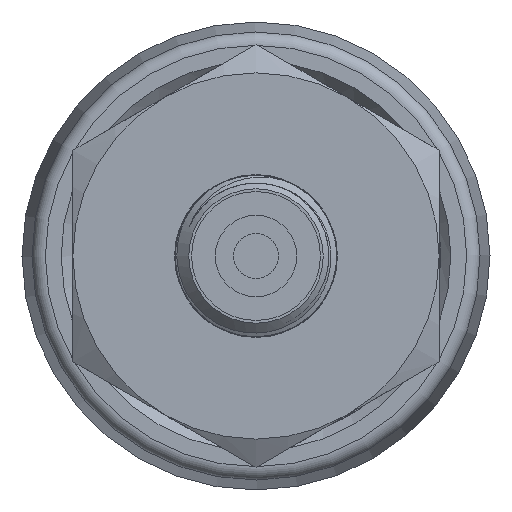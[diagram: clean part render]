
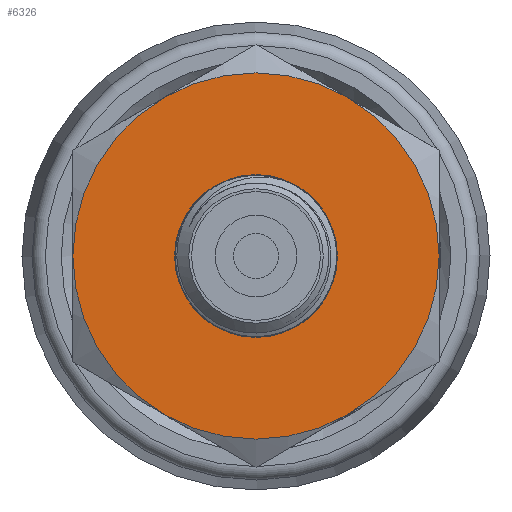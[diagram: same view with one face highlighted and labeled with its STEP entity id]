
A CAD part, left-side view. The second image highlights one B-rep face of the part: STEP entity #6326.
In plain terms, the highlighted face is planar.
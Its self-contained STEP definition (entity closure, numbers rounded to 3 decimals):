
#822=FACE_BOUND('',#2333,.T.);
#1584=PLANE('',#6611);
#1940=FACE_OUTER_BOUND('',#2332,.T.);
#2332=EDGE_LOOP('',(#5928));
#2333=EDGE_LOOP('',(#5929));
#2459=CIRCLE('',#6610,13.5);
#2460=CIRCLE('',#6612,6.);
#3092=VERTEX_POINT('',#19828);
#3093=VERTEX_POINT('',#19832);
#4041=EDGE_CURVE('',#3092,#3092,#2459,.T.);
#4043=EDGE_CURVE('',#3093,#3093,#2460,.T.);
#5928=ORIENTED_EDGE('',*,*,#4041,.T.);
#5929=ORIENTED_EDGE('',*,*,#4043,.F.);
#6326=ADVANCED_FACE('',(#1940,#822),#1584,.T.);
#6610=AXIS2_PLACEMENT_3D('',#19829,#7385,#7386);
#6611=AXIS2_PLACEMENT_3D('',#19831,#7388,#7389);
#6612=AXIS2_PLACEMENT_3D('',#19833,#7390,#7391);
#7385=DIRECTION('center_axis',(1.,0.,0.));
#7386=DIRECTION('ref_axis',(0.,0.,-1.));
#7388=DIRECTION('center_axis',(1.,0.,0.));
#7389=DIRECTION('ref_axis',(0.,0.,-1.));
#7390=DIRECTION('center_axis',(1.,0.,0.));
#7391=DIRECTION('ref_axis',(0.,0.,-1.));
#19828=CARTESIAN_POINT('',(-11.,-13.5,0.));
#19829=CARTESIAN_POINT('Origin',(-11.,0.,0.));
#19831=CARTESIAN_POINT('Origin',(-11.,6.,0.));
#19832=CARTESIAN_POINT('',(-11.,0.,6.));
#19833=CARTESIAN_POINT('Origin',(-11.,0.,0.));
